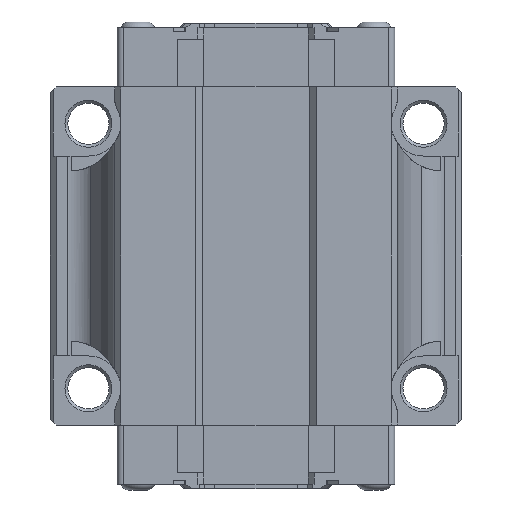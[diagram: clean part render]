
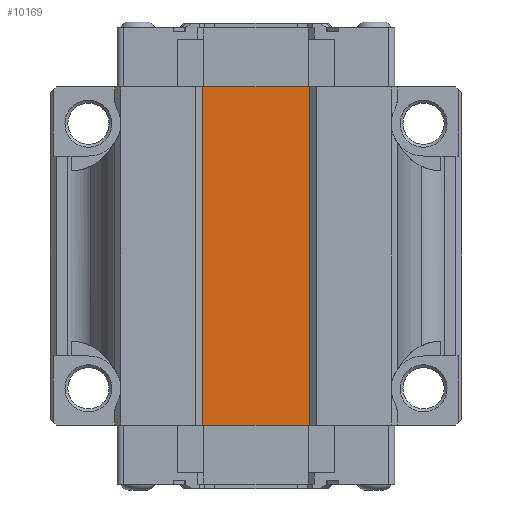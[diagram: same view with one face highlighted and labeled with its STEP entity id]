
A CAD part, front view. The second image highlights one B-rep face of the part: STEP entity #10169.
In plain terms, the highlighted planar face has unit normal (0, -1, 0).
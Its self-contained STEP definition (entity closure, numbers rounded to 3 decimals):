
#1315=FACE_OUTER_BOUND('',#1881,.T.);
#1881=EDGE_LOOP('',(#9256,#9257,#9258,#9259));
#2768=LINE('',#16320,#3840);
#2806=LINE('',#16439,#3878);
#2953=LINE('',#16997,#4025);
#2954=LINE('',#16999,#4026);
#3840=VECTOR('',#13395,10.);
#3878=VECTOR('',#13527,10.);
#4025=VECTOR('',#13906,10.);
#4026=VECTOR('',#13909,10.);
#4824=VERTEX_POINT('',#16317);
#4825=VERTEX_POINT('',#16319);
#4858=VERTEX_POINT('',#16436);
#4859=VERTEX_POINT('',#16438);
#6152=EDGE_CURVE('',#4824,#4825,#2768,.T.);
#6210=EDGE_CURVE('',#4858,#4859,#2806,.T.);
#6409=EDGE_CURVE('',#4824,#4859,#2953,.T.);
#6410=EDGE_CURVE('',#4825,#4858,#2954,.T.);
#9256=ORIENTED_EDGE('',*,*,#6409,.T.);
#9257=ORIENTED_EDGE('',*,*,#6210,.F.);
#9258=ORIENTED_EDGE('',*,*,#6410,.F.);
#9259=ORIENTED_EDGE('',*,*,#6152,.F.);
#9641=PLANE('',#11080);
#10169=ADVANCED_FACE('',(#1315),#9641,.T.);
#11080=AXIS2_PLACEMENT_3D('',#16998,#13907,#13908);
#13395=DIRECTION('',(-1.,0.,0.));
#13527=DIRECTION('',(1.,0.,0.));
#13906=DIRECTION('',(0.,0.,1.));
#13907=DIRECTION('center_axis',(0.,-1.,0.));
#13908=DIRECTION('ref_axis',(1.,0.,0.));
#13909=DIRECTION('',(0.,0.,1.));
#16317=CARTESIAN_POINT('',(9.43,-6.35,-28.75));
#16319=CARTESIAN_POINT('',(-9.43,-6.35,-28.75));
#16320=CARTESIAN_POINT('',(-9.43,-6.35,-28.75));
#16436=CARTESIAN_POINT('',(-9.43,-6.35,28.75));
#16438=CARTESIAN_POINT('',(9.43,-6.35,28.75));
#16439=CARTESIAN_POINT('',(-9.43,-6.35,28.75));
#16997=CARTESIAN_POINT('',(9.43,-6.35,0.));
#16998=CARTESIAN_POINT('Origin',(-9.43,-6.35,0.));
#16999=CARTESIAN_POINT('',(-9.43,-6.35,0.));
